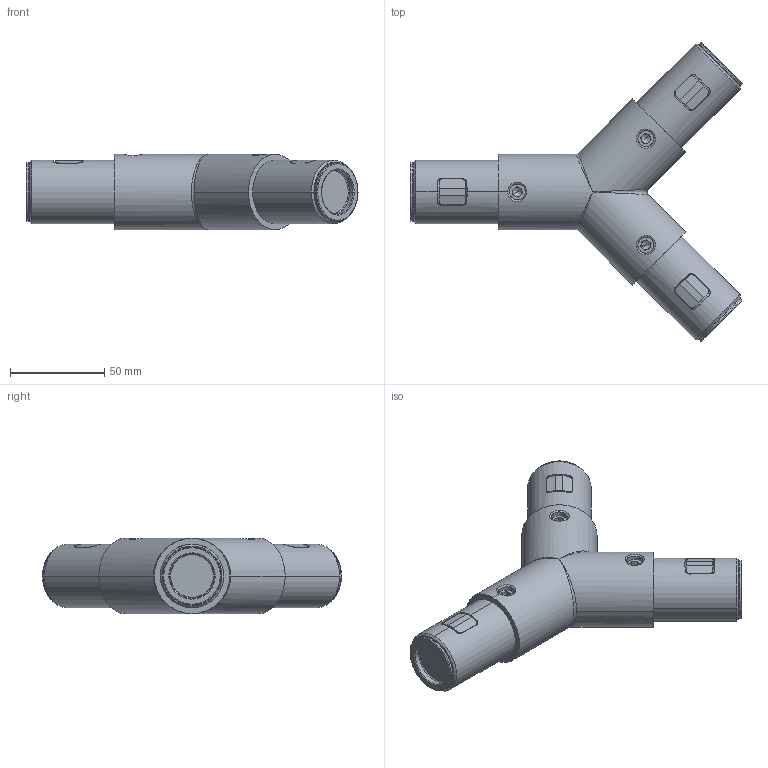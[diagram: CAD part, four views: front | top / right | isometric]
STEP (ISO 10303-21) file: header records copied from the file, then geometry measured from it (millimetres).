
FILE_DESCRIPTION (( 'STEP AP214' ), '1' );
FILE_NAME ('AL-SPS.JC40.A135L L-ñîåäèíèòåëü 135° D40.STEP', '2026-02-09T11:45:22', ( '' ), ( '' ), 'SwSTEP 2.0', 'SolidWorks 2021', '' );
FILE_SCHEMA (( 'AUTOMOTIVE_DESIGN' ));
Length unit declared in the file: millimetre
Products named in the file (8): 135僅L倛諉芛; hex socket set screws with cone point gb_GB_FASTENER_SCREWS_HSCP M10X16-C; 賑裝-1; 賑裝粟銅蚾饜1; AL-SPS.JC40.A135L L-ñîåäèíèòåëü 135° D40; 賑輸; 粟銅; 諶裔
Assembly tree (15 placements, depth 3):
  AL-SPS.JC40.A135L L-ñîåäèíèòåëü 135° D40
    135僅L倛諉芛
    賑裝粟銅蚾饜1  x3
      賑裝-1
      粟銅
    賑輸  x3
    hex socket set screws with cone point gb_GB_FASTENER_SCREWS_HSCP M10X16-C  x3
    諶裔  x3
Bounding box: 176.34 x 158.68 x 40 mm (x, y, z)
Volume: 258786.3 mm3; surface area: 71110.3 mm2
Topology: 16 solids, 16 shells, 401 faces, 951 edges, 577 vertices
Faces by surface type: plane 174, cylinder 113, cone 66, bspline 48
Entity records: 15847 total; most frequent: CARTESIAN_POINT 11007, ORIENTED_EDGE 974, DIRECTION 896, EDGE_CURVE 487, AXIS2_PLACEMENT_3D 332, VERTEX_POINT 305, VECTOR 232, LINE 232
